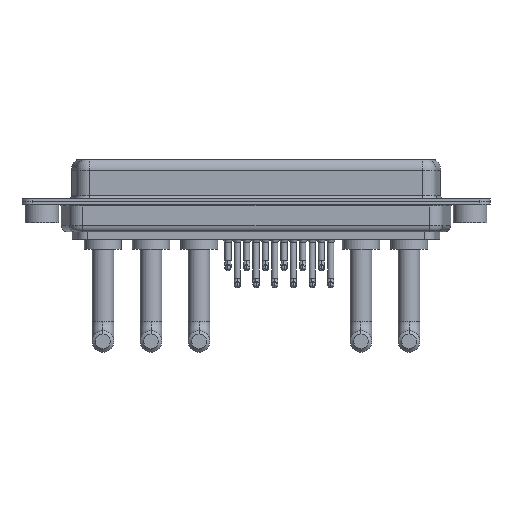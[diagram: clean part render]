
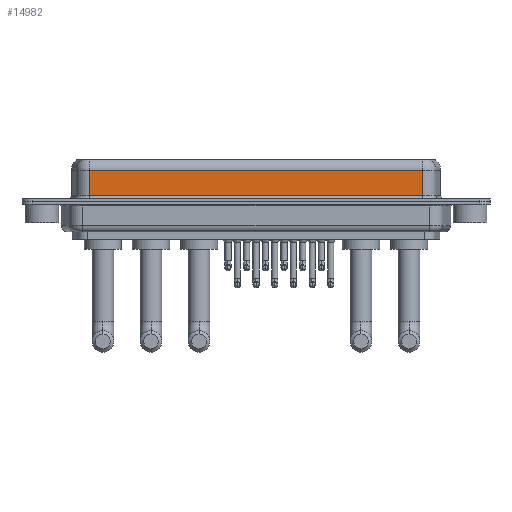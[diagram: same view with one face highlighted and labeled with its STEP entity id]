
A CAD part, front view. The second image highlights one B-rep face of the part: STEP entity #14982.
In plain terms, the highlighted planar face has unit normal (0, -1, 0).
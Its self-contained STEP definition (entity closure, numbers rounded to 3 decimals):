
#235 = PLANE ( 'NONE',  #8146 ) ;
#1288 = VECTOR ( 'NONE', #8127, 1000. ) ;
#1582 = ORIENTED_EDGE ( 'NONE', *, *, #13986, .T. ) ;
#1747 = VERTEX_POINT ( 'NONE', #19532 ) ;
#1851 = CARTESIAN_POINT ( 'NONE',  ( 56.462, -3.95, 0.9 ) ) ;
#1916 = LINE ( 'NONE', #11473, #7672 ) ;
#1953 = EDGE_LOOP ( 'NONE', ( #3050, #1582, #2346, #19659 ) ) ;
#2346 = ORIENTED_EDGE ( 'NONE', *, *, #3503, .T. ) ;
#3050 = ORIENTED_EDGE ( 'NONE', *, *, #4257, .F. ) ;
#3090 = LINE ( 'NONE', #15603, #8714 ) ;
#3316 = DIRECTION ( 'NONE',  ( 0., 1., 0. ) ) ;
#3503 = EDGE_CURVE ( 'NONE', #4028, #3904, #1916, .T. ) ;
#3904 = VERTEX_POINT ( 'NONE', #3920 ) ;
#3920 = CARTESIAN_POINT ( 'NONE',  ( 7.038, -3.95, 0.9 ) ) ;
#4028 = VERTEX_POINT ( 'NONE', #12021 ) ;
#4257 = EDGE_CURVE ( 'NONE', #15590, #1747, #3090, .T. ) ;
#7672 = VECTOR ( 'NONE', #10152, 1000. ) ;
#8127 = DIRECTION ( 'NONE',  ( 1., 0., 0. ) ) ;
#8146 = AXIS2_PLACEMENT_3D ( 'NONE', #14206, #3316, #9595 ) ;
#8714 = VECTOR ( 'NONE', #14076, 1000. ) ;
#9595 = DIRECTION ( 'NONE',  ( 0., 0., 1. ) ) ;
#10152 = DIRECTION ( 'NONE',  ( 0., 0., -1. ) ) ;
#11003 = LINE ( 'NONE', #1851, #1288 ) ;
#11473 = CARTESIAN_POINT ( 'NONE',  ( 7.038, -3.95, 6.4 ) ) ;
#12021 = CARTESIAN_POINT ( 'NONE',  ( 7.038, -3.95, 4.65 ) ) ;
#12114 = DIRECTION ( 'NONE',  ( -1., 0., 0. ) ) ;
#13566 = CARTESIAN_POINT ( 'NONE',  ( 56.462, -3.95, 4.65 ) ) ;
#13899 = FACE_OUTER_BOUND ( 'NONE', #1953, .T. ) ;
#13986 = EDGE_CURVE ( 'NONE', #15590, #4028, #19902, .T. ) ;
#14076 = DIRECTION ( 'NONE',  ( 0., 0., -1. ) ) ;
#14206 = CARTESIAN_POINT ( 'NONE',  ( 56.462, -3.95, 6.4 ) ) ;
#14982 = ADVANCED_FACE ( 'NONE', ( #13899 ), #235, .F. ) ;
#15590 = VERTEX_POINT ( 'NONE', #19300 ) ;
#15603 = CARTESIAN_POINT ( 'NONE',  ( 56.462, -3.95, 6.4 ) ) ;
#15808 = EDGE_CURVE ( 'NONE', #3904, #1747, #11003, .T. ) ;
#19300 = CARTESIAN_POINT ( 'NONE',  ( 56.462, -3.95, 4.65 ) ) ;
#19532 = CARTESIAN_POINT ( 'NONE',  ( 56.462, -3.95, 0.9 ) ) ;
#19659 = ORIENTED_EDGE ( 'NONE', *, *, #15808, .T. ) ;
#19902 = LINE ( 'NONE', #13566, #20259 ) ;
#20259 = VECTOR ( 'NONE', #12114, 1000. ) ;
